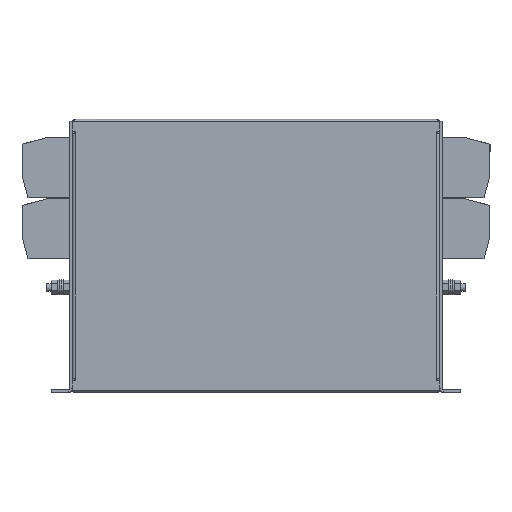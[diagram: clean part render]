
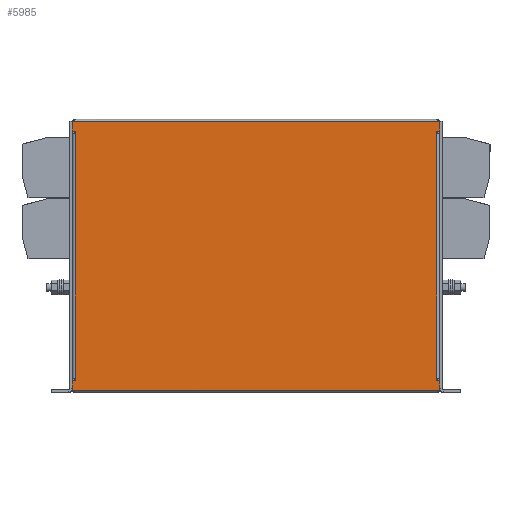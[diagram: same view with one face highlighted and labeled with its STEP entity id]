
A CAD part, top view. The second image highlights one B-rep face of the part: STEP entity #5985.
In plain terms, the highlighted planar face has unit normal (0, 0, 1).
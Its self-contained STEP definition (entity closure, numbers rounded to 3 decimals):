
#65 = LINE ( 'NONE', #4928, #6545 ) ;
#85 = ORIENTED_EDGE ( 'NONE', *, *, #2375, .T. ) ;
#91 = CARTESIAN_POINT ( 'NONE',  ( 0., 100.5, 40. ) ) ;
#150 = VERTEX_POINT ( 'NONE', #5584 ) ;
#187 = ORIENTED_EDGE ( 'NONE', *, *, #4594, .T. ) ;
#234 = VECTOR ( 'NONE', #1401, 1000. ) ;
#309 = DIRECTION ( 'NONE',  ( 0., 1., 0. ) ) ;
#405 = EDGE_CURVE ( 'Defeature ausgef�hrt2_17+Defeature ausgef�hrt2_20+Defeature ausgef�hrt2_23+Defeature ausgef�hrt2_24', #8733, #2123, #5289, .T. ) ;
#431 = CARTESIAN_POINT ( 'NONE',  ( 145.5, -98.5, 40. ) ) ;
#514 = ORIENTED_EDGE ( 'NONE', *, *, #7247, .T. ) ;
#580 = CARTESIAN_POINT ( 'NONE',  ( 145.5, 98.5, 40. ) ) ;
#584 = LINE ( 'NONE', #1513, #8799 ) ;
#731 = CARTESIAN_POINT ( 'NONE',  ( -148., 108.5, 40. ) ) ;
#849 = CARTESIAN_POINT ( 'NONE',  ( -145.5, 98.5, 40. ) ) ;
#905 = VECTOR ( 'NONE', #309, 1000. ) ;
#988 = EDGE_CURVE ( 'Defeature ausgef�hrt2_17+Defeature ausgef�hrt2_24+Defeature ausgef�hrt2_20+Defeature ausgef�hrt2_25', #2123, #8119, #5262, .T. ) ;
#1058 = CARTESIAN_POINT ( 'NONE',  ( -145.5, 100.5, 40. ) ) ;
#1074 = EDGE_CURVE ( 'Defeature ausgef�hrt2_17+Defeature ausgef�hrt2_37+Defeature ausgef�hrt2_29+Defeature ausgef�hrt2_30', #8708, #4936, #584, .T. ) ;
#1098 = VECTOR ( 'NONE', #4809, 1000. ) ;
#1160 = CARTESIAN_POINT ( 'NONE',  ( -148., -108.5, 40. ) ) ;
#1236 = VERTEX_POINT ( 'NONE', #8391 ) ;
#1286 = DIRECTION ( 'NONE',  ( 1., 0., 0. ) ) ;
#1380 = CARTESIAN_POINT ( 'NONE',  ( -148., 108.5, 40. ) ) ;
#1401 = DIRECTION ( 'NONE',  ( 1., 0., 0. ) ) ;
#1431 = DIRECTION ( 'NONE',  ( 0., -1., 0. ) ) ;
#1481 = DIRECTION ( 'NONE',  ( 0., -1., 0. ) ) ;
#1513 = CARTESIAN_POINT ( 'NONE',  ( 145.5, -98.5, 40. ) ) ;
#1657 = EDGE_CURVE ( 'Defeature ausgef�hrt2_17+Defeature ausgef�hrt2_30+Defeature ausgef�hrt2_37+Defeature ausgef�hrt2_31', #4936, #6541, #2064, .T. ) ;
#1730 = VECTOR ( 'NONE', #4279, 1000. ) ;
#1761 = ORIENTED_EDGE ( 'NONE', *, *, #7857, .T. ) ;
#2050 = CARTESIAN_POINT ( 'NONE',  ( -145.5, -98.5, 40. ) ) ;
#2064 = LINE ( 'NONE', #4922, #1730 ) ;
#2123 = VERTEX_POINT ( 'NONE', #6947 ) ;
#2194 = ORIENTED_EDGE ( 'NONE', *, *, #4287, .T. ) ;
#2241 = LINE ( 'NONE', #3893, #7457 ) ;
#2327 = ORIENTED_EDGE ( 'NONE', *, *, #1074, .T. ) ;
#2375 = EDGE_CURVE ( 'Defeature ausgef�hrt2_17+Defeature ausgef�hrt2_29+Defeature ausgef�hrt2_28+Defeature ausgef�hrt2_37', #5081, #8708, #4340, .T. ) ;
#2389 = DIRECTION ( 'NONE',  ( 0., -1., 0. ) ) ;
#2423 = ORIENTED_EDGE ( 'NONE', *, *, #405, .T. ) ;
#2593 = ORIENTED_EDGE ( 'NONE', *, *, #8335, .T. ) ;
#2621 = FACE_OUTER_BOUND ( 'NONE', #4225, .T. ) ;
#2694 = VERTEX_POINT ( 'NONE', #4278 ) ;
#2753 = ORIENTED_EDGE ( 'NONE', *, *, #988, .T. ) ;
#2890 = DIRECTION ( 'NONE',  ( 0., 1., 0. ) ) ;
#2964 = LINE ( 'NONE', #7814, #6561 ) ;
#3097 = EDGE_CURVE ( 'Defeature ausgef�hrt2_17+Defeature ausgef�hrt2_19+Defeature ausgef�hrt2_31+Defeature ausgef�hrt2_23', #6872, #1236, #2241, .T. ) ;
#3283 = EDGE_CURVE ( 'Defeature ausgef�hrt2_17+Defeature ausgef�hrt2_25+Defeature ausgef�hrt2_24+Defeature ausgef�hrt2_34', #8119, #3373, #6389, .T. ) ;
#3346 = CARTESIAN_POINT ( 'NONE',  ( 0., 0., 40. ) ) ;
#3373 = VERTEX_POINT ( 'NONE', #849 ) ;
#3579 = ORIENTED_EDGE ( 'NONE', *, *, #6781, .T. ) ;
#3600 = VECTOR ( 'NONE', #8144, 1000. ) ;
#3655 = ORIENTED_EDGE ( 'NONE', *, *, #1657, .T. ) ;
#3710 = CARTESIAN_POINT ( 'NONE',  ( 145.5, 0., 40. ) ) ;
#3786 = ORIENTED_EDGE ( 'NONE', *, *, #3097, .T. ) ;
#3878 = CARTESIAN_POINT ( 'NONE',  ( -148., -100.5, 40. ) ) ;
#3893 = CARTESIAN_POINT ( 'NONE',  ( 148., 108.5, 40. ) ) ;
#3938 = CARTESIAN_POINT ( 'NONE',  ( 0., -100.5, 40. ) ) ;
#4066 = CARTESIAN_POINT ( 'NONE',  ( 0., 100.5, 40. ) ) ;
#4223 = DIRECTION ( 'NONE',  ( 0., -1., 0. ) ) ;
#4225 = EDGE_LOOP ( 'NONE', ( #2194, #3579, #85, #2327, #3655, #4842, #3786, #1761, #2423, #2753, #5028, #514, #6436, #187, #5709, #2593 ) ) ;
#4279 = DIRECTION ( 'NONE',  ( 0., 1., 0. ) ) ;
#4278 = CARTESIAN_POINT ( 'NONE',  ( -145.5, -100.5, 40. ) ) ;
#4287 = EDGE_CURVE ( 'Defeature ausgef�hrt2_17+Defeature ausgef�hrt2_18+Defeature ausgef�hrt2_22+Defeature ausgef�hrt2_28', #5938, #150, #2964, .T. ) ;
#4290 = CARTESIAN_POINT ( 'NONE',  ( -145.5, 0., 40. ) ) ;
#4302 = VECTOR ( 'NONE', #1431, 1000. ) ;
#4304 = AXIS2_PLACEMENT_3D ( 'NONE', #3346, #6822, #1286 ) ;
#4340 = LINE ( 'NONE', #3710, #905 ) ;
#4400 = VECTOR ( 'NONE', #2389, 1000. ) ;
#4427 = VERTEX_POINT ( 'NONE', #1160 ) ;
#4491 = CARTESIAN_POINT ( 'NONE',  ( 148., 100.5, 40. ) ) ;
#4594 = EDGE_CURVE ( 'Defeature ausgef�hrt2_17+Defeature ausgef�hrt2_27+Defeature ausgef�hrt2_26+Defeature ausgef�hrt2_21', #2694, #5364, #7947, .T. ) ;
#4680 = DIRECTION ( 'NONE',  ( 1., 0., 0. ) ) ;
#4740 = VECTOR ( 'NONE', #6648, 1000. ) ;
#4809 = DIRECTION ( 'NONE',  ( -1., 0., 0. ) ) ;
#4832 = CARTESIAN_POINT ( 'NONE',  ( 145.5, 100.5, 40. ) ) ;
#4842 = ORIENTED_EDGE ( 'NONE', *, *, #7755, .T. ) ;
#4922 = CARTESIAN_POINT ( 'NONE',  ( 145.5, 0., 40. ) ) ;
#4928 = CARTESIAN_POINT ( 'NONE',  ( -145.5, 0., 40. ) ) ;
#4936 = VERTEX_POINT ( 'NONE', #580 ) ;
#5028 = ORIENTED_EDGE ( 'NONE', *, *, #3283, .T. ) ;
#5081 = VERTEX_POINT ( 'NONE', #8167 ) ;
#5110 = DIRECTION ( 'NONE',  ( 0., 1., 0. ) ) ;
#5262 = LINE ( 'NONE', #91, #7725 ) ;
#5289 = LINE ( 'NONE', #8316, #8718 ) ;
#5364 = VERTEX_POINT ( 'NONE', #3878 ) ;
#5451 = LINE ( 'NONE', #8089, #6403 ) ;
#5459 = LINE ( 'NONE', #4066, #234 ) ;
#5584 = CARTESIAN_POINT ( 'NONE',  ( 148., -100.5, 40. ) ) ;
#5709 = ORIENTED_EDGE ( 'NONE', *, *, #7772, .T. ) ;
#5938 = VERTEX_POINT ( 'NONE', #8781 ) ;
#5985 = ADVANCED_FACE ( 'Defeature ausgef�hrt2_17', ( #2621 ), #6173, .T. ) ;
#6097 = EDGE_CURVE ( 'Defeature ausgef�hrt2_17+Defeature ausgef�hrt2_26+Defeature ausgef�hrt2_34+Defeature ausgef�hrt2_27', #6905, #2694, #65, .T. ) ;
#6173 = PLANE ( 'NONE',  #4304 ) ;
#6211 = LINE ( 'NONE', #6547, #4400 ) ;
#6389 = LINE ( 'NONE', #4290, #8418 ) ;
#6403 = VECTOR ( 'NONE', #4680, 1000. ) ;
#6436 = ORIENTED_EDGE ( 'NONE', *, *, #6097, .T. ) ;
#6541 = VERTEX_POINT ( 'NONE', #4832 ) ;
#6545 = VECTOR ( 'NONE', #4223, 1000. ) ;
#6547 = CARTESIAN_POINT ( 'NONE',  ( -145.5, 98.5, 40. ) ) ;
#6561 = VECTOR ( 'NONE', #5110, 1000. ) ;
#6616 = CARTESIAN_POINT ( 'NONE',  ( -148., 108.5, 40. ) ) ;
#6648 = DIRECTION ( 'NONE',  ( -1., 0., 0. ) ) ;
#6745 = LINE ( 'NONE', #3938, #4740 ) ;
#6781 = EDGE_CURVE ( 'Defeature ausgef�hrt2_17+Defeature ausgef�hrt2_28+Defeature ausgef�hrt2_18+Defeature ausgef�hrt2_29', #150, #5081, #6745, .T. ) ;
#6822 = DIRECTION ( 'NONE',  ( 0., 0., 1. ) ) ;
#6872 = VERTEX_POINT ( 'NONE', #4491 ) ;
#6902 = CARTESIAN_POINT ( 'NONE',  ( 0., -100.5, 40. ) ) ;
#6905 = VERTEX_POINT ( 'NONE', #2050 ) ;
#6947 = CARTESIAN_POINT ( 'NONE',  ( -148., 100.5, 40. ) ) ;
#7041 = LINE ( 'NONE', #1380, #1098 ) ;
#7247 = EDGE_CURVE ( 'Defeature ausgef�hrt2_17+Defeature ausgef�hrt2_34+Defeature ausgef�hrt2_25+Defeature ausgef�hrt2_26', #3373, #6905, #6211, .T. ) ;
#7348 = DIRECTION ( 'NONE',  ( 0., 1., 0. ) ) ;
#7457 = VECTOR ( 'NONE', #7348, 1000. ) ;
#7589 = DIRECTION ( 'NONE',  ( 1., 0., 0. ) ) ;
#7700 = LINE ( 'NONE', #731, #4302 ) ;
#7725 = VECTOR ( 'NONE', #7589, 1000. ) ;
#7755 = EDGE_CURVE ( 'Defeature ausgef�hrt2_17+Defeature ausgef�hrt2_31+Defeature ausgef�hrt2_30+Defeature ausgef�hrt2_19', #6541, #6872, #5459, .T. ) ;
#7772 = EDGE_CURVE ( 'Defeature ausgef�hrt2_17+Defeature ausgef�hrt2_21+Defeature ausgef�hrt2_27+Defeature ausgef�hrt2_22', #5364, #4427, #7700, .T. ) ;
#7801 = DIRECTION ( 'NONE',  ( 0., -1., 0. ) ) ;
#7814 = CARTESIAN_POINT ( 'NONE',  ( 148., 108.5, 40. ) ) ;
#7857 = EDGE_CURVE ( 'Defeature ausgef�hrt2_17+Defeature ausgef�hrt2_23+Defeature ausgef�hrt2_19+Defeature ausgef�hrt2_20', #1236, #8733, #7041, .T. ) ;
#7947 = LINE ( 'NONE', #6902, #3600 ) ;
#8089 = CARTESIAN_POINT ( 'NONE',  ( -148., -108.5, 40. ) ) ;
#8119 = VERTEX_POINT ( 'NONE', #1058 ) ;
#8144 = DIRECTION ( 'NONE',  ( -1., 0., 0. ) ) ;
#8167 = CARTESIAN_POINT ( 'NONE',  ( 145.5, -100.5, 40. ) ) ;
#8316 = CARTESIAN_POINT ( 'NONE',  ( -148., 108.5, 40. ) ) ;
#8335 = EDGE_CURVE ( 'Defeature ausgef�hrt2_17+Defeature ausgef�hrt2_22+Defeature ausgef�hrt2_21+Defeature ausgef�hrt2_18', #4427, #5938, #5451, .T. ) ;
#8391 = CARTESIAN_POINT ( 'NONE',  ( 148., 108.5, 40. ) ) ;
#8418 = VECTOR ( 'NONE', #1481, 1000. ) ;
#8708 = VERTEX_POINT ( 'NONE', #431 ) ;
#8718 = VECTOR ( 'NONE', #7801, 1000. ) ;
#8733 = VERTEX_POINT ( 'NONE', #6616 ) ;
#8781 = CARTESIAN_POINT ( 'NONE',  ( 148., -108.5, 40. ) ) ;
#8799 = VECTOR ( 'NONE', #2890, 1000. ) ;
